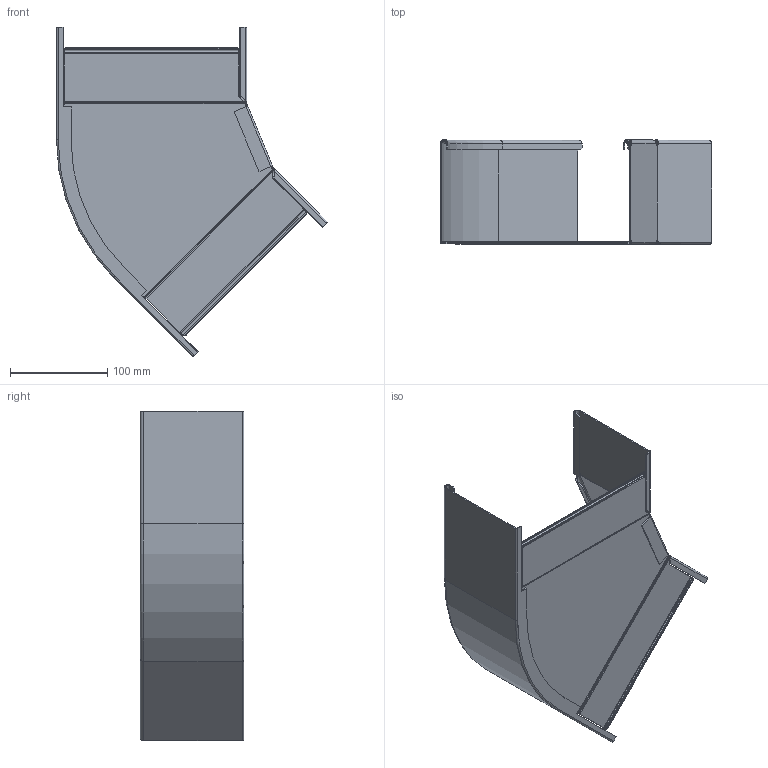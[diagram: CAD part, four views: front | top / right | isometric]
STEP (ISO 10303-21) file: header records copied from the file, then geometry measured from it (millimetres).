
FILE_DESCRIPTION (( 'STEP AP214' ), '1' );
FILE_NAME ('6036332.STEP', '2024-10-22T11:12:47', ( '' ), ( '' ), 'SwSTEP 2.0', 'SolidWorks 2024', '' );
FILE_SCHEMA (( 'AUTOMOTIVE_DESIGN' ));
Length unit declared in the file: millimetre
Products named in the file (4): 167655_110x45°; 181554_200; 175033_200; 6036332
Assembly tree (3 placements, depth 2):
  6036332
    175033_200
    181554_200
    167655_110x45°
Bounding box: 279.06 x 107 x 339.11 mm (x, y, z)
Volume: 137057.3 mm3; surface area: 263765.1 mm2
Topology: 3 solids, 3 shells, 200 faces, 458 edges, 264 vertices
Faces by surface type: plane 122, cylinder 64, bspline 10, torus 4
Entity records: 5887 total; most frequent: CARTESIAN_POINT 1384, ORIENTED_EDGE 916, DIRECTION 896, EDGE_CURVE 458, VECTOR 300, LINE 300, AXIS2_PLACEMENT_3D 298, VERTEX_POINT 264
